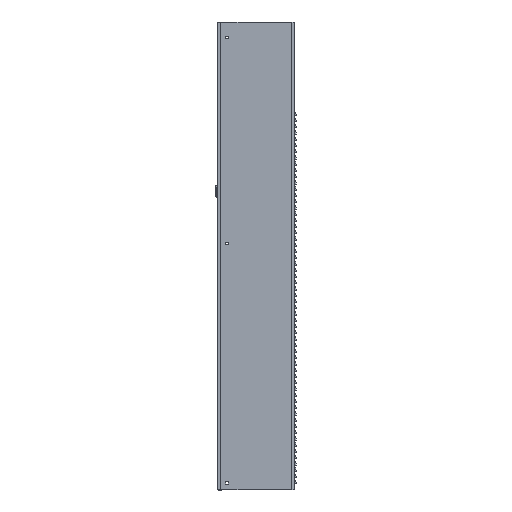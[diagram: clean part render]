
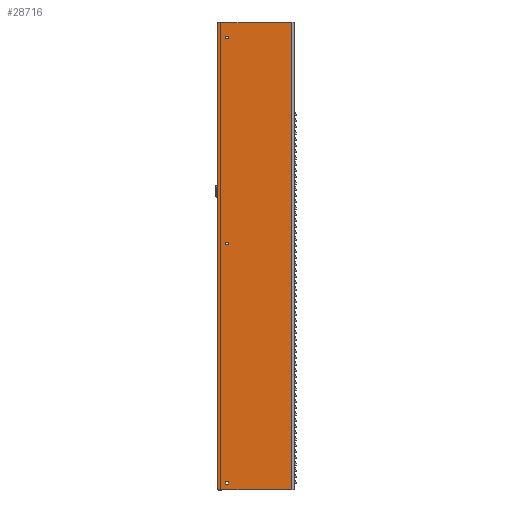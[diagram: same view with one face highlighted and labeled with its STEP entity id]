
A CAD part, left-side view. The second image highlights one B-rep face of the part: STEP entity #28716.
In plain terms, the highlighted planar face has unit normal (-1, 0, 0).
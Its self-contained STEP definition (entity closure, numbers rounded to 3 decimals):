
#26981=FACE_BOUND('',#45723,.T.);
#26982=FACE_BOUND('',#45724,.T.);
#26983=FACE_BOUND('',#45725,.T.);
#28716=ADVANCED_FACE('',(#37219,#26981,#26982,#26983),#159018,.T.);
#37219=FACE_OUTER_BOUND('',#45722,.T.);
#45722=EDGE_LOOP('',(#56088,#56089,#56090,#56091));
#45723=EDGE_LOOP('',(#56092,#56093,#56094,#56095));
#45724=EDGE_LOOP('',(#56096,#56097,#56098,#56099));
#45725=EDGE_LOOP('',(#56100,#56101,#56102,#56103));
#56088=ORIENTED_EDGE('',*,*,#94791,.T.);
#56089=ORIENTED_EDGE('',*,*,#94792,.T.);
#56090=ORIENTED_EDGE('',*,*,#94793,.T.);
#56091=ORIENTED_EDGE('',*,*,#94794,.T.);
#56092=ORIENTED_EDGE('',*,*,#94805,.T.);
#56093=ORIENTED_EDGE('',*,*,#94785,.T.);
#56094=ORIENTED_EDGE('',*,*,#94859,.T.);
#56095=ORIENTED_EDGE('',*,*,#94786,.T.);
#56096=ORIENTED_EDGE('',*,*,#94813,.T.);
#56097=ORIENTED_EDGE('',*,*,#94788,.T.);
#56098=ORIENTED_EDGE('',*,*,#94828,.T.);
#56099=ORIENTED_EDGE('',*,*,#94787,.T.);
#56100=ORIENTED_EDGE('',*,*,#94835,.T.);
#56101=ORIENTED_EDGE('',*,*,#94790,.T.);
#56102=ORIENTED_EDGE('',*,*,#94850,.T.);
#56103=ORIENTED_EDGE('',*,*,#94789,.T.);
#94785=EDGE_CURVE('',#141696,#141697,#135938,.T.);
#94786=EDGE_CURVE('',#141698,#141695,#135939,.T.);
#94787=EDGE_CURVE('',#141701,#141699,#135940,.T.);
#94788=EDGE_CURVE('',#141700,#141702,#135941,.T.);
#94789=EDGE_CURVE('',#141705,#141703,#135942,.T.);
#94790=EDGE_CURVE('',#141704,#141706,#135943,.T.);
#94791=EDGE_CURVE('',#141707,#141708,#135944,.T.);
#94792=EDGE_CURVE('',#141708,#141709,#135945,.T.);
#94793=EDGE_CURVE('',#141709,#141652,#135946,.T.);
#94794=EDGE_CURVE('',#141652,#141707,#135947,.T.);
#94805=EDGE_CURVE('',#141695,#141696,#135950,.T.);
#94813=EDGE_CURVE('',#141699,#141700,#135953,.T.);
#94828=EDGE_CURVE('',#141702,#141701,#135958,.T.);
#94835=EDGE_CURVE('',#141703,#141704,#135961,.T.);
#94850=EDGE_CURVE('',#141706,#141705,#135966,.T.);
#94859=EDGE_CURVE('',#141697,#141698,#135969,.T.);
#135938=(
BOUNDED_CURVE()
B_SPLINE_CURVE(1,(#243729,#243730),.UNSPECIFIED.,.F.,.F.)
B_SPLINE_CURVE_WITH_KNOTS((2,2),(0.,8.),.UNSPECIFIED.)
CURVE()
GEOMETRIC_REPRESENTATION_ITEM()
RATIONAL_B_SPLINE_CURVE((1.,1.))
REPRESENTATION_ITEM('')
);
#135939=(
BOUNDED_CURVE()
B_SPLINE_CURVE(1,(#243731,#243732),.UNSPECIFIED.,.F.,.F.)
B_SPLINE_CURVE_WITH_KNOTS((2,2),(0.,8.),.UNSPECIFIED.)
CURVE()
GEOMETRIC_REPRESENTATION_ITEM()
RATIONAL_B_SPLINE_CURVE((1.,1.))
REPRESENTATION_ITEM('')
);
#135940=(
BOUNDED_CURVE()
B_SPLINE_CURVE(1,(#243733,#243734),.UNSPECIFIED.,.F.,.F.)
B_SPLINE_CURVE_WITH_KNOTS((2,2),(0.,8.),.UNSPECIFIED.)
CURVE()
GEOMETRIC_REPRESENTATION_ITEM()
RATIONAL_B_SPLINE_CURVE((1.,1.))
REPRESENTATION_ITEM('')
);
#135941=(
BOUNDED_CURVE()
B_SPLINE_CURVE(1,(#243735,#243736),.UNSPECIFIED.,.F.,.F.)
B_SPLINE_CURVE_WITH_KNOTS((2,2),(0.,8.),.UNSPECIFIED.)
CURVE()
GEOMETRIC_REPRESENTATION_ITEM()
RATIONAL_B_SPLINE_CURVE((1.,1.))
REPRESENTATION_ITEM('')
);
#135942=(
BOUNDED_CURVE()
B_SPLINE_CURVE(1,(#243737,#243738),.UNSPECIFIED.,.F.,.F.)
B_SPLINE_CURVE_WITH_KNOTS((2,2),(0.,8.),.UNSPECIFIED.)
CURVE()
GEOMETRIC_REPRESENTATION_ITEM()
RATIONAL_B_SPLINE_CURVE((1.,1.))
REPRESENTATION_ITEM('')
);
#135943=(
BOUNDED_CURVE()
B_SPLINE_CURVE(1,(#243739,#243740),.UNSPECIFIED.,.F.,.F.)
B_SPLINE_CURVE_WITH_KNOTS((2,2),(0.,8.),.UNSPECIFIED.)
CURVE()
GEOMETRIC_REPRESENTATION_ITEM()
RATIONAL_B_SPLINE_CURVE((1.,1.))
REPRESENTATION_ITEM('')
);
#135944=(
BOUNDED_CURVE()
B_SPLINE_CURVE(1,(#243741,#243742),.UNSPECIFIED.,.F.,.F.)
B_SPLINE_CURVE_WITH_KNOTS((2,2),(0.,1497.),.UNSPECIFIED.)
CURVE()
GEOMETRIC_REPRESENTATION_ITEM()
RATIONAL_B_SPLINE_CURVE((1.,1.))
REPRESENTATION_ITEM('')
);
#135945=(
BOUNDED_CURVE()
B_SPLINE_CURVE(1,(#243743,#243744),.UNSPECIFIED.,.F.,.F.)
B_SPLINE_CURVE_WITH_KNOTS((2,2),(0.,236.122),.UNSPECIFIED.)
CURVE()
GEOMETRIC_REPRESENTATION_ITEM()
RATIONAL_B_SPLINE_CURVE((1.,1.))
REPRESENTATION_ITEM('')
);
#135946=(
BOUNDED_CURVE()
B_SPLINE_CURVE(1,(#243745,#243746),.UNSPECIFIED.,.F.,.F.)
B_SPLINE_CURVE_WITH_KNOTS((2,2),(-1497.,0.),.UNSPECIFIED.)
CURVE()
GEOMETRIC_REPRESENTATION_ITEM()
RATIONAL_B_SPLINE_CURVE((1.,1.))
REPRESENTATION_ITEM('')
);
#135947=(
BOUNDED_CURVE()
B_SPLINE_CURVE(1,(#243747,#243748),.UNSPECIFIED.,.F.,.F.)
B_SPLINE_CURVE_WITH_KNOTS((2,2),(-236.122,0.),.UNSPECIFIED.)
CURVE()
GEOMETRIC_REPRESENTATION_ITEM()
RATIONAL_B_SPLINE_CURVE((1.,1.))
REPRESENTATION_ITEM('')
);
#135950=(
BOUNDED_CURVE()
B_SPLINE_CURVE(2,(#243775,#243776,#243777,#243778,#243779),
 .UNSPECIFIED.,.F.,.F.)
B_SPLINE_CURVE_WITH_KNOTS((3,2,3),(-20.,-10.,0.),
 .UNSPECIFIED.)
CURVE()
GEOMETRIC_REPRESENTATION_ITEM()
RATIONAL_B_SPLINE_CURVE((1.,0.707,1.,0.707,1.))
REPRESENTATION_ITEM('')
);
#135953=(
BOUNDED_CURVE()
B_SPLINE_CURVE(2,(#243800,#243801,#243802,#243803,#243804),
 .UNSPECIFIED.,.F.,.F.)
B_SPLINE_CURVE_WITH_KNOTS((3,2,3),(-20.,-10.,0.),
 .UNSPECIFIED.)
CURVE()
GEOMETRIC_REPRESENTATION_ITEM()
RATIONAL_B_SPLINE_CURVE((1.,0.707,1.,0.707,1.))
REPRESENTATION_ITEM('')
);
#135958=(
BOUNDED_CURVE()
B_SPLINE_CURVE(2,(#243845,#243846,#243847,#243848,#243849),
 .UNSPECIFIED.,.F.,.F.)
B_SPLINE_CURVE_WITH_KNOTS((3,2,3),(-20.,-10.,
0.),.UNSPECIFIED.)
CURVE()
GEOMETRIC_REPRESENTATION_ITEM()
RATIONAL_B_SPLINE_CURVE((1.,0.707,1.,0.707,1.))
REPRESENTATION_ITEM('')
);
#135961=(
BOUNDED_CURVE()
B_SPLINE_CURVE(2,(#243868,#243869,#243870,#243871,#243872),
 .UNSPECIFIED.,.F.,.F.)
B_SPLINE_CURVE_WITH_KNOTS((3,2,3),(-20.,-10.,0.),
 .UNSPECIFIED.)
CURVE()
GEOMETRIC_REPRESENTATION_ITEM()
RATIONAL_B_SPLINE_CURVE((1.,0.707,1.,0.707,1.))
REPRESENTATION_ITEM('')
);
#135966=(
BOUNDED_CURVE()
B_SPLINE_CURVE(2,(#243913,#243914,#243915,#243916,#243917),
 .UNSPECIFIED.,.F.,.F.)
B_SPLINE_CURVE_WITH_KNOTS((3,2,3),(-20.,-10.,0.),
 .UNSPECIFIED.)
CURVE()
GEOMETRIC_REPRESENTATION_ITEM()
RATIONAL_B_SPLINE_CURVE((1.,0.707,1.,0.707,1.))
REPRESENTATION_ITEM('')
);
#135969=(
BOUNDED_CURVE()
B_SPLINE_CURVE(2,(#243940,#243941,#243942,#243943,#243944),
 .UNSPECIFIED.,.F.,.F.)
B_SPLINE_CURVE_WITH_KNOTS((3,2,3),(-20.,-10.,0.),
 .UNSPECIFIED.)
CURVE()
GEOMETRIC_REPRESENTATION_ITEM()
RATIONAL_B_SPLINE_CURVE((1.,0.707,1.,0.707,1.))
REPRESENTATION_ITEM('')
);
#141652=VERTEX_POINT('',#239216);
#141695=VERTEX_POINT('',#239259);
#141696=VERTEX_POINT('',#239260);
#141697=VERTEX_POINT('',#239261);
#141698=VERTEX_POINT('',#239262);
#141699=VERTEX_POINT('',#239263);
#141700=VERTEX_POINT('',#239264);
#141701=VERTEX_POINT('',#239265);
#141702=VERTEX_POINT('',#239266);
#141703=VERTEX_POINT('',#239267);
#141704=VERTEX_POINT('',#239268);
#141705=VERTEX_POINT('',#239269);
#141706=VERTEX_POINT('',#239270);
#141707=VERTEX_POINT('',#239271);
#141708=VERTEX_POINT('',#239272);
#141709=VERTEX_POINT('',#239273);
#159018=PLANE('',#167541);
#167541=AXIS2_PLACEMENT_3D('',#178035,#172144,$);
#172144=DIRECTION('',(-1.,0.,0.));
#178035=CARTESIAN_POINT('',(672.5,-247.05,1497.));
#239216=CARTESIAN_POINT('',(672.5,-483.172,1497.));
#239259=CARTESIAN_POINT('',(672.5,-272.,1454.));
#239260=CARTESIAN_POINT('',(672.5,-282.,1454.));
#239261=CARTESIAN_POINT('',(672.5,-282.,1446.));
#239262=CARTESIAN_POINT('',(672.5,-272.,1446.));
#239263=CARTESIAN_POINT('',(672.5,-282.,785.));
#239264=CARTESIAN_POINT('',(672.5,-272.,785.));
#239265=CARTESIAN_POINT('',(672.5,-282.,793.));
#239266=CARTESIAN_POINT('',(672.5,-272.,793.));
#239267=CARTESIAN_POINT('',(672.5,-282.,18.5));
#239268=CARTESIAN_POINT('',(672.5,-272.,18.5));
#239269=CARTESIAN_POINT('',(672.5,-282.,26.5));
#239270=CARTESIAN_POINT('',(672.5,-272.,26.5));
#239271=CARTESIAN_POINT('',(672.5,-247.05,1497.));
#239272=CARTESIAN_POINT('',(672.5,-247.05,0.));
#239273=CARTESIAN_POINT('',(672.5,-483.172,0.));
#243729=CARTESIAN_POINT('',(672.5,-282.,1454.));
#243730=CARTESIAN_POINT('',(672.5,-282.,1446.));
#243731=CARTESIAN_POINT('',(672.5,-272.,1446.));
#243732=CARTESIAN_POINT('',(672.5,-272.,1454.));
#243733=CARTESIAN_POINT('',(672.5,-282.,793.));
#243734=CARTESIAN_POINT('',(672.5,-282.,785.));
#243735=CARTESIAN_POINT('',(672.5,-272.,785.));
#243736=CARTESIAN_POINT('',(672.5,-272.,793.));
#243737=CARTESIAN_POINT('',(672.5,-282.,26.5));
#243738=CARTESIAN_POINT('',(672.5,-282.,18.5));
#243739=CARTESIAN_POINT('',(672.5,-272.,18.5));
#243740=CARTESIAN_POINT('',(672.5,-272.,26.5));
#243741=CARTESIAN_POINT('',(672.5,-247.05,1497.));
#243742=CARTESIAN_POINT('',(672.5,-247.05,0.));
#243743=CARTESIAN_POINT('',(672.5,-247.05,0.));
#243744=CARTESIAN_POINT('',(672.5,-483.172,0.));
#243745=CARTESIAN_POINT('',(672.5,-483.172,0.));
#243746=CARTESIAN_POINT('',(672.5,-483.172,1497.));
#243747=CARTESIAN_POINT('',(672.5,-483.172,1497.));
#243748=CARTESIAN_POINT('',(672.5,-247.05,1497.));
#243775=CARTESIAN_POINT('',(672.5,-272.,1454.));
#243776=CARTESIAN_POINT('',(672.5,-272.,1459.));
#243777=CARTESIAN_POINT('',(672.5,-277.,1459.));
#243778=CARTESIAN_POINT('',(672.5,-282.,1459.));
#243779=CARTESIAN_POINT('',(672.5,-282.,1454.));
#243800=CARTESIAN_POINT('',(672.5,-282.,785.));
#243801=CARTESIAN_POINT('',(672.5,-282.,780.));
#243802=CARTESIAN_POINT('',(672.5,-277.,780.));
#243803=CARTESIAN_POINT('',(672.5,-272.,780.));
#243804=CARTESIAN_POINT('',(672.5,-272.,785.));
#243845=CARTESIAN_POINT('',(672.5,-272.,793.));
#243846=CARTESIAN_POINT('',(672.5,-272.,798.));
#243847=CARTESIAN_POINT('',(672.5,-277.,798.));
#243848=CARTESIAN_POINT('',(672.5,-282.,798.));
#243849=CARTESIAN_POINT('',(672.5,-282.,793.));
#243868=CARTESIAN_POINT('',(672.5,-282.,18.5));
#243869=CARTESIAN_POINT('',(672.5,-282.,13.5));
#243870=CARTESIAN_POINT('',(672.5,-277.,13.5));
#243871=CARTESIAN_POINT('',(672.5,-272.,13.5));
#243872=CARTESIAN_POINT('',(672.5,-272.,18.5));
#243913=CARTESIAN_POINT('',(672.5,-272.,26.5));
#243914=CARTESIAN_POINT('',(672.5,-272.,31.5));
#243915=CARTESIAN_POINT('',(672.5,-277.,31.5));
#243916=CARTESIAN_POINT('',(672.5,-282.,31.5));
#243917=CARTESIAN_POINT('',(672.5,-282.,26.5));
#243940=CARTESIAN_POINT('',(672.5,-282.,1446.));
#243941=CARTESIAN_POINT('',(672.5,-282.,1441.));
#243942=CARTESIAN_POINT('',(672.5,-277.,1441.));
#243943=CARTESIAN_POINT('',(672.5,-272.,1441.));
#243944=CARTESIAN_POINT('',(672.5,-272.,1446.));
